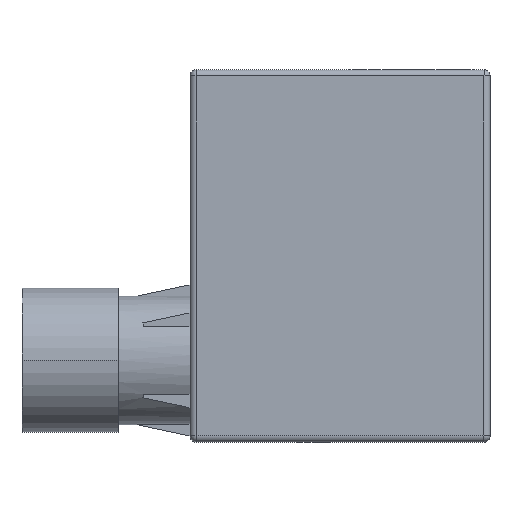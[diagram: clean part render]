
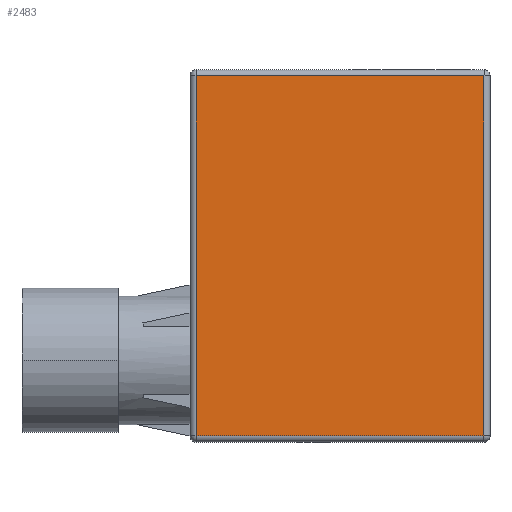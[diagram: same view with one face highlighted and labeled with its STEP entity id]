
A CAD part, top view. The second image highlights one B-rep face of the part: STEP entity #2483.
In plain terms, the highlighted planar face has unit normal (0, 0, 1).
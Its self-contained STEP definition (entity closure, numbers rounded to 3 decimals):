
#571=DIRECTION('',(0.,1.,0.));
#572=VECTOR('',#571,30.);
#573=CARTESIAN_POINT('',(12.,0.5,6.));
#574=LINE('',#573,#572);
#594=DIRECTION('',(1.,0.,0.));
#595=VECTOR('',#594,24.);
#596=CARTESIAN_POINT('',(-12.,30.5,6.));
#597=LINE('',#596,#595);
#601=DIRECTION('',(0.,1.,0.));
#602=VECTOR('',#601,30.);
#603=CARTESIAN_POINT('',(-12.,0.5,6.));
#604=LINE('',#603,#602);
#608=DIRECTION('',(1.,0.,0.));
#609=VECTOR('',#608,24.);
#610=CARTESIAN_POINT('',(-12.,0.5,6.));
#611=LINE('',#610,#609);
#1801=CARTESIAN_POINT('',(-12.,0.5,6.));
#1803=VERTEX_POINT('',#1801);
#1804=CARTESIAN_POINT('',(12.,0.5,6.));
#1805=VERTEX_POINT('',#1804);
#1923=CARTESIAN_POINT('',(-12.,30.5,6.));
#1924=VERTEX_POINT('',#1923);
#1927=CARTESIAN_POINT('',(12.,30.5,6.));
#1928=VERTEX_POINT('',#1927);
#2470=CARTESIAN_POINT('',(-12.,0.,6.));
#2471=DIRECTION('',(0.,0.,1.));
#2472=DIRECTION('',(1.,0.,0.));
#2473=AXIS2_PLACEMENT_3D('',#2470,#2471,#2472);
#2474=PLANE('',#2473);
#2475=ORIENTED_EDGE('',*,*,#2463,.T.);
#2476=ORIENTED_EDGE('',*,*,#2439,.F.);
#2478=ORIENTED_EDGE('',*,*,#2477,.F.);
#2480=ORIENTED_EDGE('',*,*,#2479,.T.);
#2481=EDGE_LOOP('',(#2475,#2476,#2478,#2480));
#2482=FACE_OUTER_BOUND('',#2481,.F.);
#2483=ADVANCED_FACE('',(#2482),#2474,.T.);
#2439=EDGE_CURVE('',#1805,#1928,#574,.T.);
#2463=EDGE_CURVE('',#1924,#1928,#597,.T.);
#2477=EDGE_CURVE('',#1803,#1805,#611,.T.);
#2479=EDGE_CURVE('',#1803,#1924,#604,.T.);
